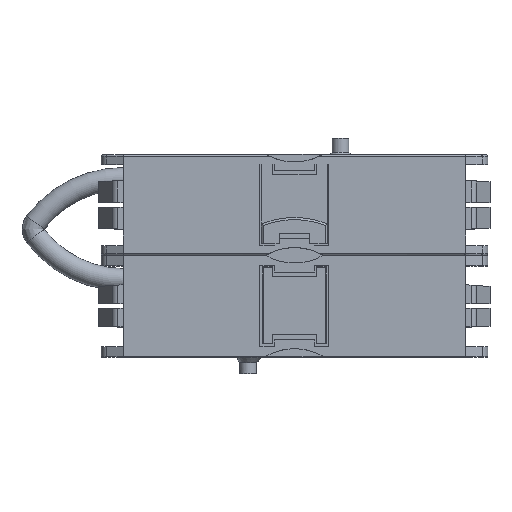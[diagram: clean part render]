
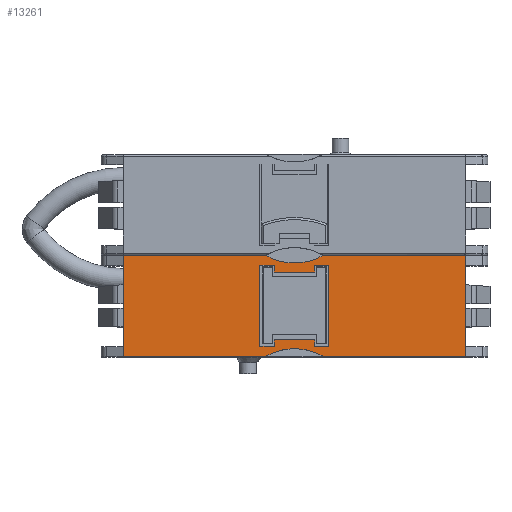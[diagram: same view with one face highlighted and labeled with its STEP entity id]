
A CAD part, top view. The second image highlights one B-rep face of the part: STEP entity #13261.
In plain terms, the highlighted planar face has unit normal (0, 0, 1).
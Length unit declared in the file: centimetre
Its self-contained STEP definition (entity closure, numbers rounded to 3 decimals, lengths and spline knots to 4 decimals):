
#234=FACE_BOUND('',#2504,.T.);
#774=CIRCLE('',#13455,0.515);
#822=CIRCLE('',#13599,0.515);
#1706=FACE_OUTER_BOUND('',#2503,.T.);
#2503=EDGE_LOOP('',(#11769,#11770,#11771,#11772,#11773,#11774,#11775,#11776));
#2504=EDGE_LOOP('',(#11777,#11778,#11779,#11780,#11781,#11782,#11783,#11784,
#11785,#11786,#11787,#11788));
#2896=LINE('',#18686,#4128);
#2899=LINE('',#18692,#4131);
#2902=LINE('',#18697,#4134);
#2904=LINE('',#18701,#4136);
#2906=LINE('',#18705,#4138);
#2907=LINE('',#18707,#4139);
#2973=LINE('',#21268,#4205);
#2975=LINE('',#21272,#4207);
#3055=LINE('',#23204,#4287);
#3067=LINE('',#23244,#4299);
#3160=LINE('',#23474,#4392);
#3162=LINE('',#23477,#4394);
#3172=LINE('',#23524,#4404);
#3671=LINE('',#29001,#4903);
#3693=LINE('',#29063,#4925);
#3694=LINE('',#29064,#4926);
#3695=LINE('',#29065,#4927);
#3696=LINE('',#29066,#4928);
#4128=VECTOR('',#14888,0.73);
#4131=VECTOR('',#14893,0.06);
#4134=VECTOR('',#14898,0.365);
#4136=VECTOR('',#14902,0.06);
#4138=VECTOR('',#14906,0.1275);
#4139=VECTOR('',#14909,0.1275);
#4205=VECTOR('',#15037,0.1275);
#4207=VECTOR('',#15041,0.1275);
#4287=VECTOR('',#15233,1.2808);
#4299=VECTOR('',#15261,1.2808);
#4392=VECTOR('',#15464,0.365);
#4394=VECTOR('',#15468,0.06);
#4404=VECTOR('',#15504,0.06);
#4903=VECTOR('',#17279,0.91);
#4925=VECTOR('',#17355,0.91);
#4926=VECTOR('',#17356,1.2808);
#4927=VECTOR('',#17357,1.2808);
#4928=VECTOR('',#17358,0.73);
#5354=VERTEX_POINT('',#18683);
#5355=VERTEX_POINT('',#18685);
#5356=VERTEX_POINT('',#18689);
#5357=VERTEX_POINT('',#18691);
#5358=VERTEX_POINT('',#18695);
#5359=VERTEX_POINT('',#18699);
#5360=VERTEX_POINT('',#18703);
#5379=VERTEX_POINT('',#18763);
#5380=VERTEX_POINT('',#18765);
#5460=VERTEX_POINT('',#21265);
#5461=VERTEX_POINT('',#21267);
#5462=VERTEX_POINT('',#21271);
#5598=VERTEX_POINT('',#23201);
#5599=VERTEX_POINT('',#23203);
#5618=VERTEX_POINT('',#23241);
#5619=VERTEX_POINT('',#23243);
#5697=VERTEX_POINT('',#23471);
#5698=VERTEX_POINT('',#23473);
#6229=VERTEX_POINT('',#28999);
#6242=VERTEX_POINT('',#29062);
#6708=EDGE_CURVE('',#5355,#5354,#2896,.T.);
#6711=EDGE_CURVE('',#5357,#5356,#2899,.T.);
#6714=EDGE_CURVE('',#5356,#5358,#2902,.T.);
#6716=EDGE_CURVE('',#5358,#5359,#2904,.T.);
#6718=EDGE_CURVE('',#5359,#5360,#2906,.T.);
#6719=EDGE_CURVE('',#5354,#5357,#2907,.T.);
#6748=EDGE_CURVE('',#5380,#5379,#774,.T.);
#6848=EDGE_CURVE('',#5461,#5460,#2973,.T.);
#6850=EDGE_CURVE('',#5462,#5355,#2975,.T.);
#7026=EDGE_CURVE('',#5598,#5599,#3055,.T.);
#7046=EDGE_CURVE('',#5618,#5619,#3067,.T.);
#7157=EDGE_CURVE('',#5698,#5697,#3160,.T.);
#7159=EDGE_CURVE('',#5460,#5698,#3162,.T.);
#7167=EDGE_CURVE('',#5598,#5619,#822,.T.);
#7177=EDGE_CURVE('',#5697,#5462,#3172,.T.);
#8097=EDGE_CURVE('',#6229,#5618,#3671,.T.);
#8127=EDGE_CURVE('',#6242,#5599,#3693,.T.);
#8128=EDGE_CURVE('',#5380,#6229,#3694,.T.);
#8129=EDGE_CURVE('',#6242,#5379,#3695,.T.);
#8130=EDGE_CURVE('',#5360,#5461,#3696,.T.);
#11769=ORIENTED_EDGE('',*,*,#8127,.T.);
#11770=ORIENTED_EDGE('',*,*,#7026,.F.);
#11771=ORIENTED_EDGE('',*,*,#7167,.T.);
#11772=ORIENTED_EDGE('',*,*,#7046,.F.);
#11773=ORIENTED_EDGE('',*,*,#8097,.F.);
#11774=ORIENTED_EDGE('',*,*,#8128,.F.);
#11775=ORIENTED_EDGE('',*,*,#6748,.T.);
#11776=ORIENTED_EDGE('',*,*,#8129,.F.);
#11777=ORIENTED_EDGE('',*,*,#6708,.T.);
#11778=ORIENTED_EDGE('',*,*,#6719,.T.);
#11779=ORIENTED_EDGE('',*,*,#6711,.T.);
#11780=ORIENTED_EDGE('',*,*,#6714,.T.);
#11781=ORIENTED_EDGE('',*,*,#6716,.T.);
#11782=ORIENTED_EDGE('',*,*,#6718,.T.);
#11783=ORIENTED_EDGE('',*,*,#8130,.T.);
#11784=ORIENTED_EDGE('',*,*,#6848,.T.);
#11785=ORIENTED_EDGE('',*,*,#7159,.T.);
#11786=ORIENTED_EDGE('',*,*,#7157,.T.);
#11787=ORIENTED_EDGE('',*,*,#7177,.T.);
#11788=ORIENTED_EDGE('',*,*,#6850,.T.);
#12582=PLANE('',#14272);
#13261=ADVANCED_FACE('',(#1706,#234),#12582,.T.);
#13455=AXIS2_PLACEMENT_3D('',#18766,#14960,#14961);
#13599=AXIS2_PLACEMENT_3D('',#23502,#15481,#15482);
#14272=AXIS2_PLACEMENT_3D('',#29061,#17353,#17354);
#14888=DIRECTION('',(0.,1.,0.));
#14893=DIRECTION('',(0.,-1.,0.));
#14898=DIRECTION('',(1.,0.,0.));
#14902=DIRECTION('',(0.,1.,0.));
#14906=DIRECTION('',(1.,0.,0.));
#14909=DIRECTION('',(1.,0.,0.));
#14960=DIRECTION('center_axis',(0.,0.,
-1.));
#14961=DIRECTION('ref_axis',(-0.503,-0.864,0.));
#15037=DIRECTION('',(-1.,0.,0.));
#15041=DIRECTION('',(-1.,0.,0.));
#15233=DIRECTION('',(-1.,0.,0.));
#15261=DIRECTION('',(-1.,0.,0.));
#15464=DIRECTION('',(-1.,0.,0.));
#15468=DIRECTION('',(0.,1.,0.));
#15481=DIRECTION('center_axis',(0.,0.,
-1.));
#15482=DIRECTION('ref_axis',(0.503,0.864,0.));
#15504=DIRECTION('',(0.,-1.,0.));
#17279=DIRECTION('',(0.,-1.,0.));
#17353=DIRECTION('center_axis',(0.,0.,
1.));
#17354=DIRECTION('ref_axis',(0.,-1.,0.));
#17355=DIRECTION('',(0.,-1.,0.));
#17356=DIRECTION('',(1.,0.,0.));
#17357=DIRECTION('',(1.,0.,0.));
#17358=DIRECTION('',(0.,-1.,0.));
#18683=CARTESIAN_POINT('',(-0.31,-0.7025,1.875));
#18685=CARTESIAN_POINT('',(-0.31,-1.4325,1.875));
#18686=CARTESIAN_POINT('',(-0.31,-1.295,1.875));
#18689=CARTESIAN_POINT('',(-0.1825,-0.7625,1.875));
#18691=CARTESIAN_POINT('',(-0.1825,-0.7025,1.875));
#18692=CARTESIAN_POINT('',(-0.1825,-0.84,1.875));
#18695=CARTESIAN_POINT('',(0.1825,-0.7625,1.875));
#18697=CARTESIAN_POINT('',(-0.77,-0.7625,1.875));
#18699=CARTESIAN_POINT('',(0.1825,-0.7025,1.875));
#18701=CARTESIAN_POINT('',(0.1825,-0.84,1.875));
#18703=CARTESIAN_POINT('',(0.31,-0.7025,1.875));
#18705=CARTESIAN_POINT('',(-0.77,-0.7025,1.875));
#18707=CARTESIAN_POINT('',(-0.77,-0.7025,1.875));
#18763=CARTESIAN_POINT('',(-0.2592,-0.6125,1.875));
#18765=CARTESIAN_POINT('',(0.2592,-0.6125,1.875));
#18766=CARTESIAN_POINT('Origin',(0.,-0.1675,1.875));
#21265=CARTESIAN_POINT('',(0.1825,-1.4325,1.875));
#21267=CARTESIAN_POINT('',(0.31,-1.4325,1.875));
#21268=CARTESIAN_POINT('',(0.77,-1.4325,1.875));
#21271=CARTESIAN_POINT('',(-0.1825,-1.4325,1.875));
#21272=CARTESIAN_POINT('',(0.77,-1.4325,1.875));
#23201=CARTESIAN_POINT('',(-0.2592,-1.5225,1.875));
#23203=CARTESIAN_POINT('',(-1.54,-1.5225,1.875));
#23204=CARTESIAN_POINT('',(1.54,-1.5225,1.875));
#23241=CARTESIAN_POINT('',(1.54,-1.5225,1.875));
#23243=CARTESIAN_POINT('',(0.2592,-1.5225,1.875));
#23244=CARTESIAN_POINT('',(1.54,-1.5225,1.875));
#23471=CARTESIAN_POINT('',(-0.1825,-1.3725,1.875));
#23473=CARTESIAN_POINT('',(0.1825,-1.3725,1.875));
#23474=CARTESIAN_POINT('',(0.77,-1.3725,1.875));
#23477=CARTESIAN_POINT('',(0.1825,-1.295,1.875));
#23502=CARTESIAN_POINT('Origin',(0.,-1.9675,1.875));
#23524=CARTESIAN_POINT('',(-0.1825,-1.295,1.875));
#28999=CARTESIAN_POINT('',(1.54,-0.6125,1.875));
#29001=CARTESIAN_POINT('',(1.54,-0.6125,1.875));
#29061=CARTESIAN_POINT('Origin',(-1.54,-0.6125,1.875));
#29062=CARTESIAN_POINT('',(-1.54,-0.6125,1.875));
#29063=CARTESIAN_POINT('',(-1.54,-0.6125,1.875));
#29064=CARTESIAN_POINT('',(-1.54,-0.6125,1.875));
#29065=CARTESIAN_POINT('',(-1.54,-0.6125,1.875));
#29066=CARTESIAN_POINT('',(0.31,-1.295,1.875));
